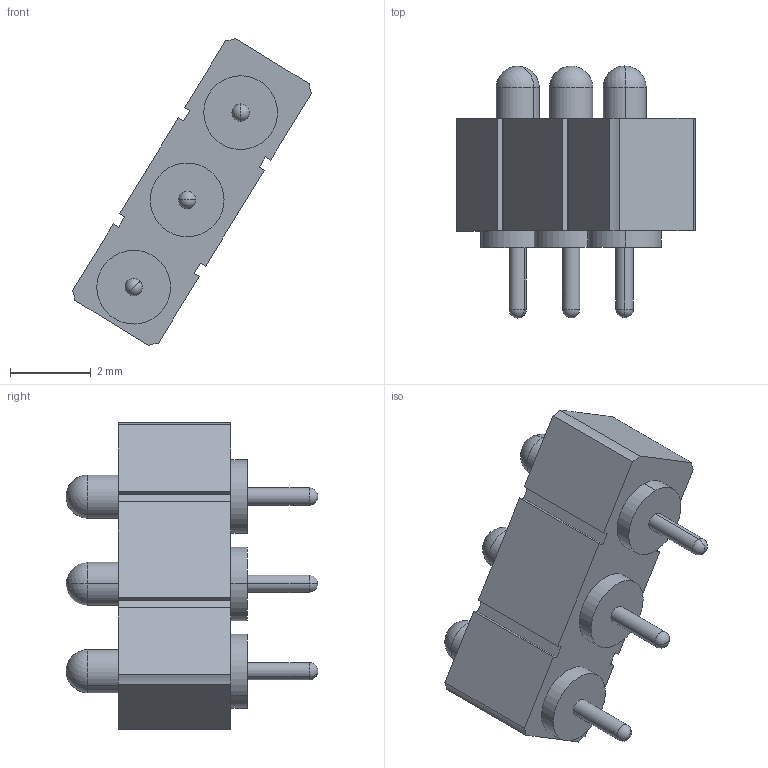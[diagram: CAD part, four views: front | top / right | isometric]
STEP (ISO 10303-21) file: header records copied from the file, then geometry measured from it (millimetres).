
FILE_DESCRIPTION (( 'STEP AP214' ), '1' );
FILE_NAME ('UEBK-12645_2018_02_19.STEP', '2018-02-19T09:12:30', ( '' ), ( '' ), 'SwSTEP 2.0', 'SolidWorks 2017', '' );
FILE_SCHEMA (( 'AUTOMOTIVE_DESIGN' ));
Length unit declared in the file: millimetre
Products named in the file (3): UEBK-12645_2018_02_19; UEBK-12645-Pin; UEBK-12644-Gehäuse
Assembly tree (4 placements, depth 2):
  UEBK-12645_2018_02_19
    UEBK-12645-Pin  x3
    UEBK-12644-Gehäuse
Bounding box: 5.93 x 6.25 x 7.62 mm (x, y, z)
Volume: 59.4 mm3; surface area: 187.1 mm2
Topology: 4 solids, 4 shells, 68 faces, 180 edges, 114 vertices
Faces by surface type: cylinder 28, plane 28, sphere 12
Entity records: 1474 total; most frequent: DIRECTION 250, CARTESIAN_POINT 237, ORIENTED_EDGE 224, EDGE_CURVE 112, AXIS2_PLACEMENT_3D 87, VECTOR 76, LINE 76, VERTEX_POINT 74
